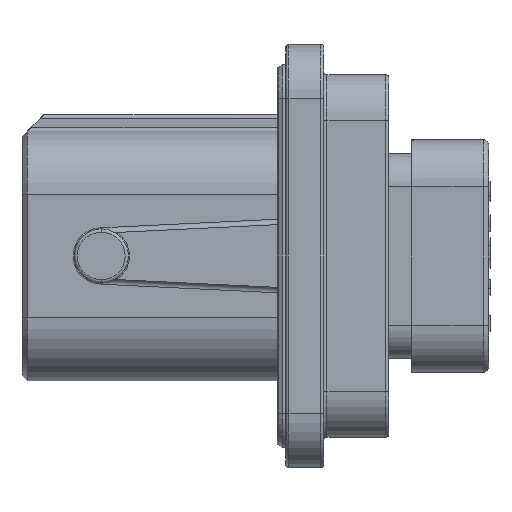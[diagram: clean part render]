
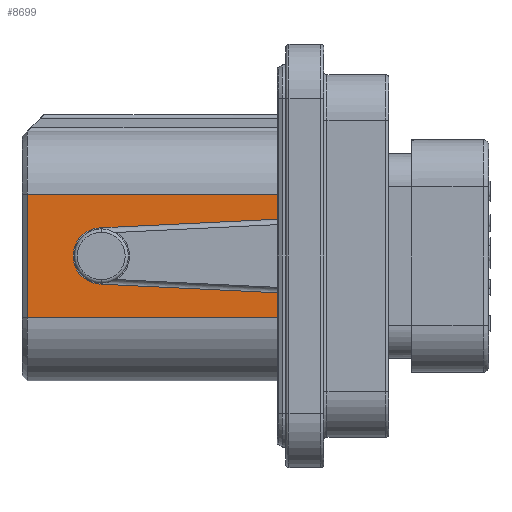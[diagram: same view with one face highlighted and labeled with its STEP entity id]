
A CAD part, front view. The second image highlights one B-rep face of the part: STEP entity #8699.
In plain terms, the highlighted planar face has unit normal (0, -1, 0).
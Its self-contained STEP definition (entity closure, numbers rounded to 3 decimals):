
#623 = DIRECTION ( 'NONE',  ( 0., 0., -1. ) ) ;
#1313 = DIRECTION ( 'NONE',  ( -0.999, 0., 0.049 ) ) ;
#2361 = CARTESIAN_POINT ( 'NONE',  ( -23.1, -17.5, -11.5 ) ) ;
#2396 = CARTESIAN_POINT ( 'NONE',  ( -2.5, -17.5, -5.8 ) ) ;
#2622 = VERTEX_POINT ( 'NONE', #62940 ) ;
#2983 = VECTOR ( 'NONE', #1313, 1000. ) ;
#4053 = EDGE_CURVE ( 'NONE', #30735, #18314, #90589, .T. ) ;
#4284 = DIRECTION ( 'NONE',  ( 0., 1., 0. ) ) ;
#6139 = EDGE_CURVE ( 'NONE', #2622, #77254, #41120, .T. ) ;
#6469 = ORIENTED_EDGE ( 'NONE', *, *, #22884, .T. ) ;
#6815 = CARTESIAN_POINT ( 'NONE',  ( -2.5, -17.5, -8.024 ) ) ;
#8699 = ADVANCED_FACE ( 'NONE', ( #49757 ), #89098, .F. ) ;
#9937 = EDGE_LOOP ( 'NONE', ( #40780, #6469, #24738, #22283, #61755, #55711, #85948, #68550, #51605 ) ) ;
#10850 = DIRECTION ( 'NONE',  ( 1., 0., 0. ) ) ;
#11147 = EDGE_CURVE ( 'NONE', #67065, #17624, #24448, .T. ) ;
#13371 = CARTESIAN_POINT ( 'NONE',  ( -2.5, -17.5, -17.2 ) ) ;
#15383 = CARTESIAN_POINT ( 'NONE',  ( -20.5, -17.5, -11.5 ) ) ;
#17624 = VERTEX_POINT ( 'NONE', #6815 ) ;
#18314 = VERTEX_POINT ( 'NONE', #13371 ) ;
#20023 = EDGE_CURVE ( 'NONE', #2622, #30735, #69301, .T. ) ;
#22283 = ORIENTED_EDGE ( 'NONE', *, *, #20023, .T. ) ;
#22884 = EDGE_CURVE ( 'NONE', #17624, #77254, #82335, .T. ) ;
#24448 = LINE ( 'NONE', #37743, #51321 ) ;
#24738 = ORIENTED_EDGE ( 'NONE', *, *, #6139, .F. ) ;
#28424 = VERTEX_POINT ( 'NONE', #44214 ) ;
#30735 = VERTEX_POINT ( 'NONE', #43500 ) ;
#31389 = DIRECTION ( 'NONE',  ( -1., 0., 0. ) ) ;
#32070 = DIRECTION ( 'NONE',  ( 0., 0., 1. ) ) ;
#35077 = DIRECTION ( 'NONE',  ( -1., 0., 0. ) ) ;
#37743 = CARTESIAN_POINT ( 'NONE',  ( -28.186, -17.5, -9.273 ) ) ;
#40780 = ORIENTED_EDGE ( 'NONE', *, *, #11147, .T. ) ;
#41120 = LINE ( 'NONE', #65510, #82553 ) ;
#41744 = VERTEX_POINT ( 'NONE', #2361 ) ;
#42261 = CARTESIAN_POINT ( 'NONE',  ( -2.5, -17.5, -17.2 ) ) ;
#42567 = VECTOR ( 'NONE', #56151, 1000. ) ;
#43500 = CARTESIAN_POINT ( 'NONE',  ( -27.3, -17.5, -17.2 ) ) ;
#44214 = CARTESIAN_POINT ( 'NONE',  ( -2.5, -17.5, -14.976 ) ) ;
#44264 = DIRECTION ( 'NONE',  ( 1., 0., 0. ) ) ;
#45341 = AXIS2_PLACEMENT_3D ( 'NONE', #15383, #73227, #35077 ) ;
#47783 = CARTESIAN_POINT ( 'NONE',  ( -20.513, -17.5, -14.1 ) ) ;
#49757 = FACE_OUTER_BOUND ( 'NONE', #9937, .T. ) ;
#50315 = VECTOR ( 'NONE', #623, 1000. ) ;
#51321 = VECTOR ( 'NONE', #52111, 1000. ) ;
#51605 = ORIENTED_EDGE ( 'NONE', *, *, #71552, .T. ) ;
#52111 = DIRECTION ( 'NONE',  ( 0.999, 0., 0.049 ) ) ;
#53059 = CARTESIAN_POINT ( 'NONE',  ( -2.5, -17.5, -17.2 ) ) ;
#55711 = ORIENTED_EDGE ( 'NONE', *, *, #67467, .T. ) ;
#56151 = DIRECTION ( 'NONE',  ( 1., 0., 0. ) ) ;
#61565 = CARTESIAN_POINT ( 'NONE',  ( -27.8, -17.5, -17.2 ) ) ;
#61755 = ORIENTED_EDGE ( 'NONE', *, *, #4053, .T. ) ;
#62940 = CARTESIAN_POINT ( 'NONE',  ( -27.3, -17.5, -5.8 ) ) ;
#63324 = VECTOR ( 'NONE', #84464, 1000. ) ;
#63888 = CARTESIAN_POINT ( 'NONE',  ( -27.3, -17.5, -17.2 ) ) ;
#65510 = CARTESIAN_POINT ( 'NONE',  ( -27.8, -17.5, -5.8 ) ) ;
#66912 = LINE ( 'NONE', #79296, #2983 ) ;
#67065 = VERTEX_POINT ( 'NONE', #91251 ) ;
#67467 = EDGE_CURVE ( 'NONE', #18314, #28424, #77503, .T. ) ;
#68407 = AXIS2_PLACEMENT_3D ( 'NONE', #61565, #4284, #10850 ) ;
#68550 = ORIENTED_EDGE ( 'NONE', *, *, #85750, .T. ) ;
#69301 = LINE ( 'NONE', #63888, #50315 ) ;
#70263 = CIRCLE ( 'NONE', #75133, 2.6 ) ;
#71552 = EDGE_CURVE ( 'NONE', #41744, #67065, #70263, .T. ) ;
#73227 = DIRECTION ( 'NONE',  ( 0., 1., 0. ) ) ;
#75133 = AXIS2_PLACEMENT_3D ( 'NONE', #78957, #80871, #31389 ) ;
#76059 = VERTEX_POINT ( 'NONE', #47783 ) ;
#77254 = VERTEX_POINT ( 'NONE', #2396 ) ;
#77503 = LINE ( 'NONE', #53059, #90925 ) ;
#78957 = CARTESIAN_POINT ( 'NONE',  ( -20.5, -17.5, -11.5 ) ) ;
#79296 = CARTESIAN_POINT ( 'NONE',  ( -20.524, -17.5, -14.099 ) ) ;
#80871 = DIRECTION ( 'NONE',  ( 0., 1., 0. ) ) ;
#82335 = LINE ( 'NONE', #42261, #63324 ) ;
#82553 = VECTOR ( 'NONE', #44264, 1000. ) ;
#84464 = DIRECTION ( 'NONE',  ( 0., 0., 1. ) ) ;
#85328 = EDGE_CURVE ( 'NONE', #28424, #76059, #66912, .T. ) ;
#85750 = EDGE_CURVE ( 'NONE', #76059, #41744, #90244, .T. ) ;
#85948 = ORIENTED_EDGE ( 'NONE', *, *, #85328, .T. ) ;
#89098 = PLANE ( 'NONE',  #68407 ) ;
#90244 = CIRCLE ( 'NONE', #45341, 2.6 ) ;
#90589 = LINE ( 'NONE', #91742, #42567 ) ;
#90925 = VECTOR ( 'NONE', #32070, 1000. ) ;
#91251 = CARTESIAN_POINT ( 'NONE',  ( -20.524, -17.5, -8.901 ) ) ;
#91742 = CARTESIAN_POINT ( 'NONE',  ( -27.8, -17.5, -17.2 ) ) ;
